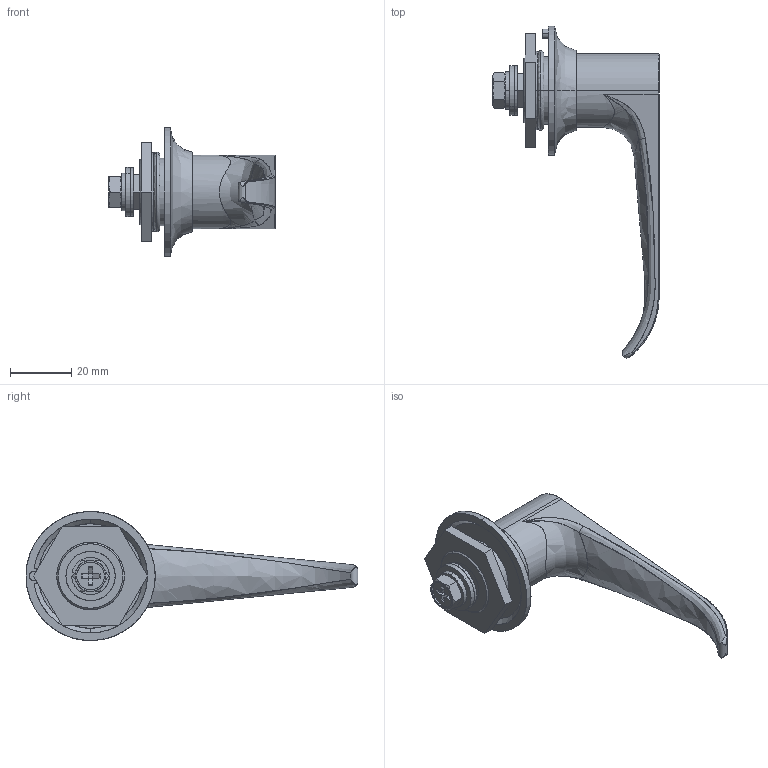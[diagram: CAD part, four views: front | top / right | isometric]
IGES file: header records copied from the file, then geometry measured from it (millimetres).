
Start section: SolidWorks IGES file using analytic representation for surfaces
Global section: file name: A-45-2.IGS; native system: SolidWorks 2014; preprocessor: SolidWorks 2014; author: 1337yo; date: 180824.110808; units: millimetre
Bounding box: 54.1 x 108 x 42 mm (x, y, z)
Surface area: 15129.2 mm2 (no closed solid volume)
Topology: 0 solids, 0 shells, 170 faces, 2490 edges, 2486 vertices
Faces by surface type: bspline 95, revolution 75
